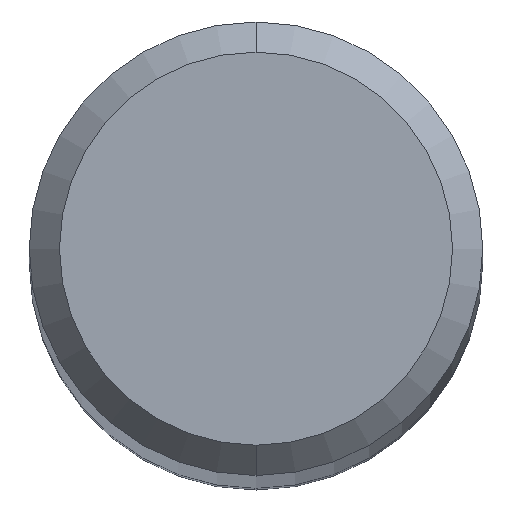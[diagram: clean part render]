
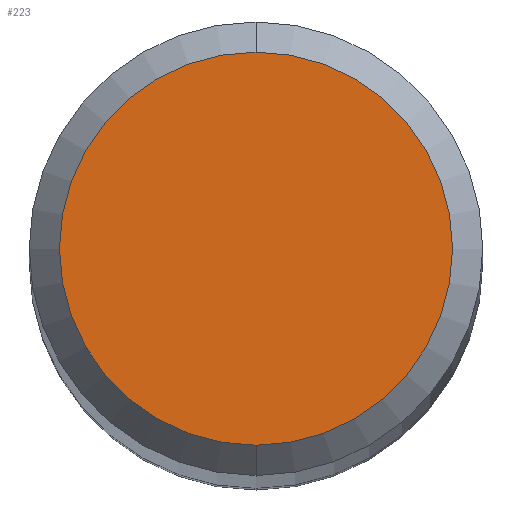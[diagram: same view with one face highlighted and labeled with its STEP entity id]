
A CAD part, top view. The second image highlights one B-rep face of the part: STEP entity #223.
In plain terms, the highlighted planar face has unit normal (0, 0, 1).
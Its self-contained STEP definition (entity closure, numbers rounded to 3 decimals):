
#223=ADVANCED_FACE('',(#497),#498,.T.);
#251=VERTEX_POINT('',#528);
#275=EDGE_CURVE('',#251,#363,#556,.T.);
#363=VERTEX_POINT('',#651);
#385=EDGE_CURVE('',#363,#251,#675,.T.);
#497=FACE_OUTER_BOUND('',#841,.T.);
#498=PLANE('',#842);
#528=CARTESIAN_POINT('',(0.,-2.6,0.0));
#556=CIRCLE('',#932,2.6);
#651=CARTESIAN_POINT('',(0.0,2.6,0.0));
#675=CIRCLE('',#1223,2.6);
#841=EDGE_LOOP('',(#1362,#1363));
#842=AXIS2_PLACEMENT_3D('',#1364,#1365,#1366);
#932=AXIS2_PLACEMENT_3D('',#1451,#1452,#1453);
#1223=AXIS2_PLACEMENT_3D('',#1557,#1558,#1559);
#1362=ORIENTED_EDGE('',*,*,#385,.F.);
#1363=ORIENTED_EDGE('',*,*,#275,.F.);
#1364=CARTESIAN_POINT('',(0.0,1.3,0.0));
#1365=DIRECTION('',(-0.0,0.0,1.0));
#1366=DIRECTION('',(0.0,-1.0,0.0));
#1451=CARTESIAN_POINT('',(0.0,0.0,0.0));
#1452=DIRECTION('',(0.0,0.0,-1.0));
#1453=DIRECTION('',(0.0,1.0,0.0));
#1557=CARTESIAN_POINT('',(0.0,0.0,0.0));
#1558=DIRECTION('',(0.0,0.0,-1.0));
#1559=DIRECTION('',(0.0,1.0,0.0));
